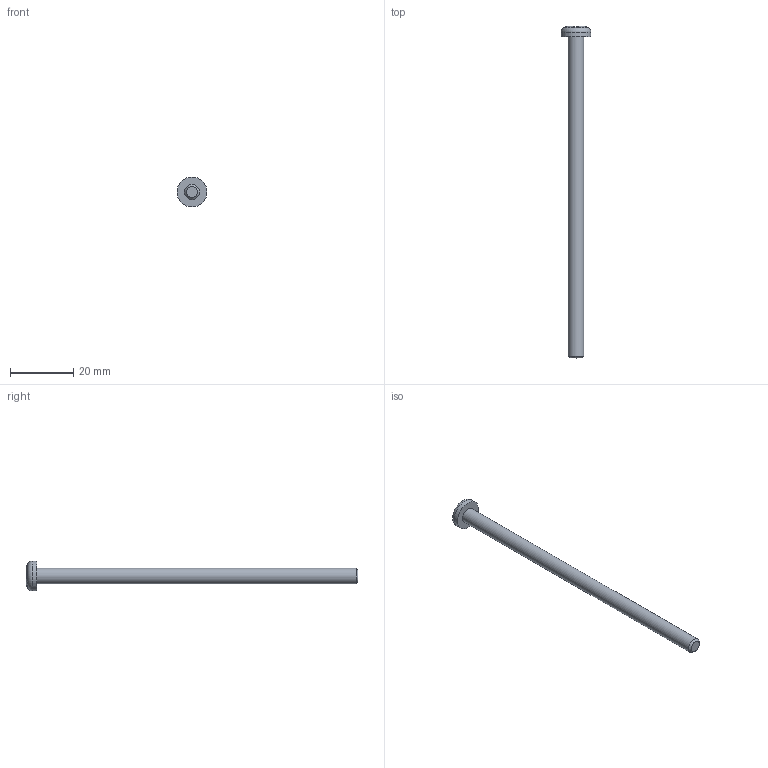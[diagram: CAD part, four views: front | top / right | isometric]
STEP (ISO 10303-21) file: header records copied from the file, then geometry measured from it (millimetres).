
FILE_DESCRIPTION(/* description */ ('Machine Screw for CIM Motor'),/* implementation_level */ '2;1');
FILE_NAME(/* name */ 'FR801-001_CIM Motor Machine Screw.ipt.stp',/* time_stamp */ '2016-01-07T16:47:15-08:00',/* author */ ('Autodesk, Inc.'),/* organization */ (''),/* preprocessor_version */ 'ST-DEVELOPER v16.1',/* originating_system */ 'Autodesk Inventor 2016',/* authorisation */ '');
FILE_SCHEMA (('AUTOMOTIVE_DESIGN { 1 0 10303 214 3 1 1 }'));
Length unit declared in the file: inch
Products named in the file (1): FR801-001_CIM Motor Machine Screw
Bounding box: 9.47 x 104.95 x 9.47 mm (x, y, z)
Volume: 2038 mm3; surface area: 1771.8 mm2
Topology: 1 solids, 1 shells, 35 faces, 69 edges, 37 vertices
Faces by surface type: plane 26, cone 5, cylinder 2, bspline 1, torus 1
Full cylindrical faces by diameter (mm): 4.826 x1, 9.474 x1
Entity records: 931 total; most frequent: CARTESIAN_POINT 262, ORIENTED_EDGE 130, DIRECTION 124, EDGE_CURVE 65, AXIS2_PLACEMENT_3D 46, EDGE_LOOP 40, VERTEX_POINT 37, FACE_OUTER_BOUND 35
